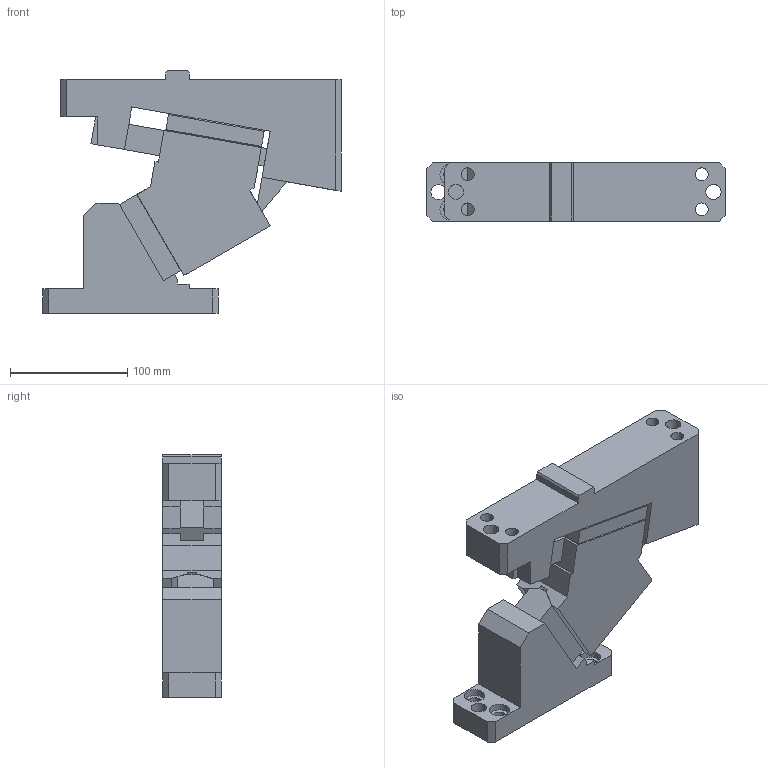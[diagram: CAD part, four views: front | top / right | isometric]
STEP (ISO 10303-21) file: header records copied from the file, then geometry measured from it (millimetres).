
FILE_DESCRIPTION(('CATIA V5 STEP Exchange'),'2;1');
FILE_NAME('CACC_50_60.stp','2015-04-21T10:28:52+00:00',('none'),('none'),'CATIA Version 5 Release 19 SP 2 (IN-10)','CATIA V5 STEP AP203','none');
FILE_SCHEMA(('CONFIG_CONTROL_DESIGN'));
Length unit declared in the file: millimetre
Products named in the file (1): CACC_50_60
Bounding box: 255 x 50 x 207.5 mm (x, y, z)
Volume: 1400165.3 mm3; surface area: 189065.1 mm2
Topology: 3 solids, 3 shells, 184 faces, 517 edges, 346 vertices
Faces by surface type: plane 130, cylinder 54
Entity records: 6132 total; most frequent: CARTESIAN_POINT 1409, ORIENTED_EDGE 1034, DIRECTION 817, EDGE_CURVE 517, VECTOR 407, LINE 407, VERTEX_POINT 346, AXIS2_PLACEMENT_3D 248
